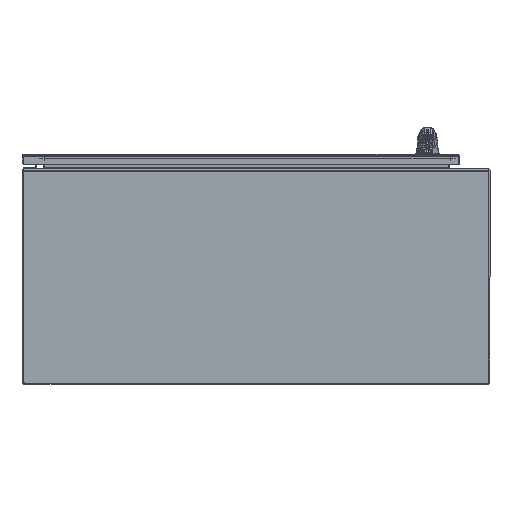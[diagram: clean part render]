
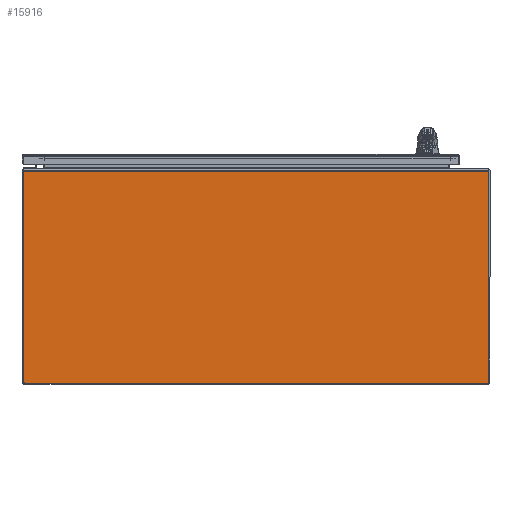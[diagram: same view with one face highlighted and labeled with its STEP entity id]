
A CAD part, front view. The second image highlights one B-rep face of the part: STEP entity #15916.
In plain terms, the highlighted planar face has unit normal (0, -1, 0).
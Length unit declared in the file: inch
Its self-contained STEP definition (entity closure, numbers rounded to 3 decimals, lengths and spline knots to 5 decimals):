
#10809 = CARTESIAN_POINT ( 'NONE',  ( 19.6355, -42.0625, 0.104 ) ) ;
#11579 = VERTEX_POINT ( 'NONE', #27451 ) ;
#15916 = ADVANCED_FACE ( 'NONE', ( #142774 ), #155080, .F. ) ;
#17826 = DIRECTION ( 'NONE',  ( 0., 0., 1. ) ) ;
#27451 = CARTESIAN_POINT ( 'NONE',  ( -19.5315, -42.0625, 0.104 ) ) ;
#28351 = VECTOR ( 'NONE', #156145, 39.37008 ) ;
#31537 = DIRECTION ( 'NONE',  ( 1., 0., 0. ) ) ;
#36157 = EDGE_CURVE ( 'NONE', #48607, #11579, #169352, .T. ) ;
#37497 = CARTESIAN_POINT ( 'NONE',  ( -19.5315, -42.0625, 0.104 ) ) ;
#42435 = CARTESIAN_POINT ( 'NONE',  ( -19.5315, -42.0625, 18.073 ) ) ;
#48607 = VERTEX_POINT ( 'NONE', #10809 ) ;
#49706 = LINE ( 'NONE', #102401, #86070 ) ;
#59195 = AXIS2_PLACEMENT_3D ( 'NONE', #78581, #130465, #61117 ) ;
#60564 = VECTOR ( 'NONE', #17826, 39.37008 ) ;
#60610 = CARTESIAN_POINT ( 'NONE',  ( -19.5315, -42.0625, 17.88037 ) ) ;
#61117 = DIRECTION ( 'NONE',  ( -1., 0., 0. ) ) ;
#64919 = EDGE_LOOP ( 'NONE', ( #118547, #83116, #140316, #66196 ) ) ;
#66196 = ORIENTED_EDGE ( 'NONE', *, *, #163494, .F. ) ;
#70088 = VERTEX_POINT ( 'NONE', #143119 ) ;
#78581 = CARTESIAN_POINT ( 'NONE',  ( 0.052, -42.0625, 9.0625 ) ) ;
#83116 = ORIENTED_EDGE ( 'NONE', *, *, #88391, .T. ) ;
#84568 = LINE ( 'NONE', #42435, #60564 ) ;
#84679 = VERTEX_POINT ( 'NONE', #60610 ) ;
#86070 = VECTOR ( 'NONE', #172627, 39.37008 ) ;
#88391 = EDGE_CURVE ( 'NONE', #48607, #70088, #49706, .T. ) ;
#98306 = LINE ( 'NONE', #151917, #113469 ) ;
#102401 = CARTESIAN_POINT ( 'NONE',  ( 19.6355, -42.0625, 18.073 ) ) ;
#113469 = VECTOR ( 'NONE', #31537, 39.37008 ) ;
#118547 = ORIENTED_EDGE ( 'NONE', *, *, #36157, .F. ) ;
#130465 = DIRECTION ( 'NONE',  ( 0., 1., 0. ) ) ;
#140316 = ORIENTED_EDGE ( 'NONE', *, *, #151721, .F. ) ;
#142774 = FACE_OUTER_BOUND ( 'NONE', #64919, .T. ) ;
#143119 = CARTESIAN_POINT ( 'NONE',  ( 19.6355, -42.0625, 17.88037 ) ) ;
#151721 = EDGE_CURVE ( 'NONE', #84679, #70088, #98306, .T. ) ;
#151917 = CARTESIAN_POINT ( 'NONE',  ( 0.052, -42.0625, 17.88037 ) ) ;
#155080 = PLANE ( 'NONE',  #59195 ) ;
#156145 = DIRECTION ( 'NONE',  ( -1., 0., 0. ) ) ;
#163494 = EDGE_CURVE ( 'NONE', #11579, #84679, #84568, .T. ) ;
#169352 = LINE ( 'NONE', #37497, #28351 ) ;
#172627 = DIRECTION ( 'NONE',  ( 0., 0., 1. ) ) ;
